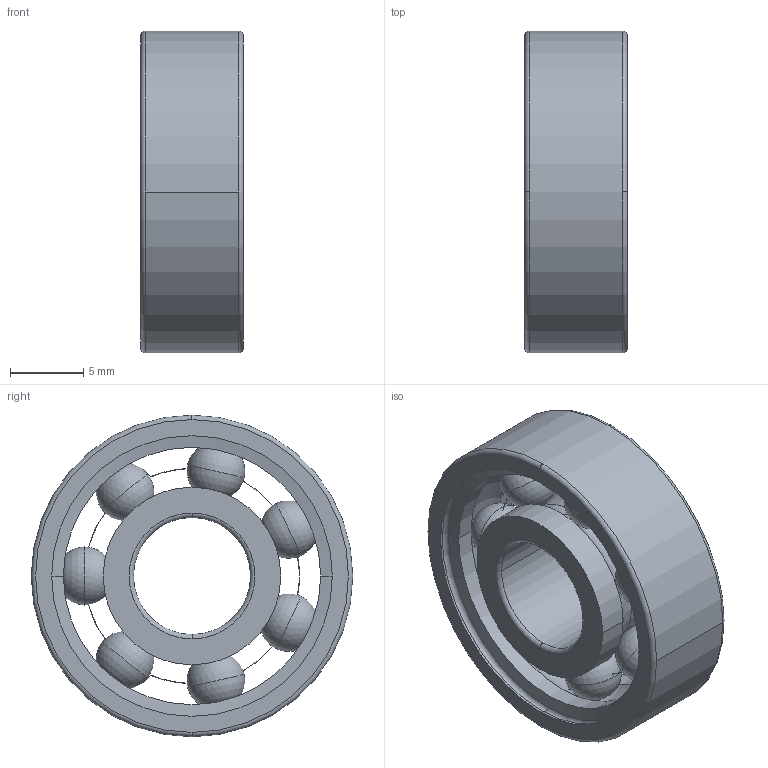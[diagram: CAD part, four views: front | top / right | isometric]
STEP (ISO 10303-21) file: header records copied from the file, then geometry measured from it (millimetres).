
FILE_DESCRIPTION (( 'STEP AP203' ), '1' );
FILE_NAME ('skf_bearing_608_2.STEP', '2023-11-10T12:04:58', ( '' ), ( '' ), 'SwSTEP 2.0', 'SolidWorks 2022', '' );
FILE_SCHEMA (( 'CONFIG_CONTROL_DESIGN' ));
Length unit declared in the file: millimetre
Products named in the file (4): skf_bearing_608_2_01; skf_bearing_608_2_02; skf_bearing_608_2_03; skf_bearing_608_2
Assembly tree (3 placements, depth 2):
  skf_bearing_608_2
    skf_bearing_608_2_01
    skf_bearing_608_2_02
    skf_bearing_608_2_03
Bounding box: 7 x 22 x 22 mm (x, y, z)
Volume: 1431.7 mm3; surface area: 2110.1 mm2
Topology: 3 solids, 3 shells, 70 faces, 199 edges, 133 vertices
Faces by surface type: torus 32, cylinder 16, sphere 14, cone 4, plane 4
Entity records: 2598 total; most frequent: CARTESIAN_POINT 492, DIRECTION 404, ORIENTED_EDGE 328, AXIS2_PLACEMENT_3D 192, EDGE_CURVE 164, CIRCLE 116, VERTEX_POINT 112, EDGE_LOOP 88
